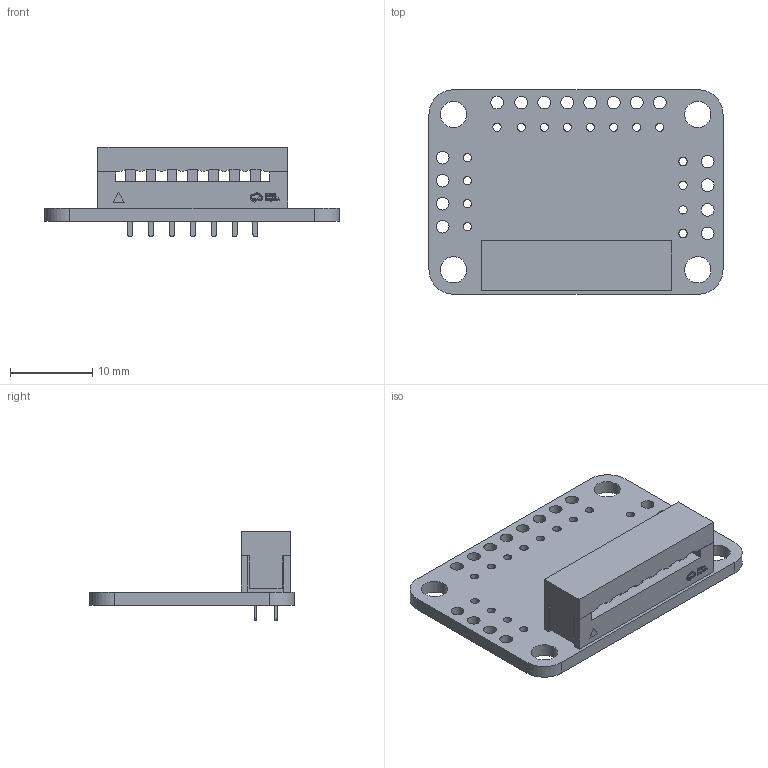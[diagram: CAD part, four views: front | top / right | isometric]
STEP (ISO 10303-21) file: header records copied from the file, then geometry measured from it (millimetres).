
FILE_DESCRIPTION(('Designed by EasyEDA Pro'),'2;1');
FILE_NAME('Open CASCADE Shape Model','2025-06-26T02:27:16',('Author'),( 'Open CASCADE'),'Open CASCADE STEP processor 7.8','Open CASCADE 7.8' ,'Unknown');
FILE_SCHEMA(('AUTOMOTIVE_DESIGN { 1 0 10303 214 1 1 1 1 }'));
Length unit declared in the file: millimetre
Products named in the file (5): PCBModel; Board; GiS4-U79; HDR-TH_14P-P2.54_CONNFLY_DS1018-142BX; COMPOUND
Assembly tree (4 placements, depth 4):
  PCBModel
    Board
    GiS4-U79
      HDR-TH_14P-P2.54_CONNFLY_DS1018-142BX
        COMPOUND
Bounding box: 35.77 x 24.87 x 10.9 mm (x, y, z)
Volume: 2159.8 mm3; surface area: 3360.8 mm2
Topology: 3 solids, 3 shells, 482 faces, 1284 edges, 856 vertices
Faces by surface type: plane 295, bspline 98, cylinder 89
Full cylindrical faces by diameter (mm): 1 x30, 1.55 x16, 3.2 x4
Entity records: 19999 total; most frequent: CARTESIAN_POINT 3933, ORIENTED_EDGE 2568, DIRECTION 2040, EDGE_CURVE 1284, LINE 906, VECTOR 906, VERTEX_POINT 856, FACE_BOUND 630
